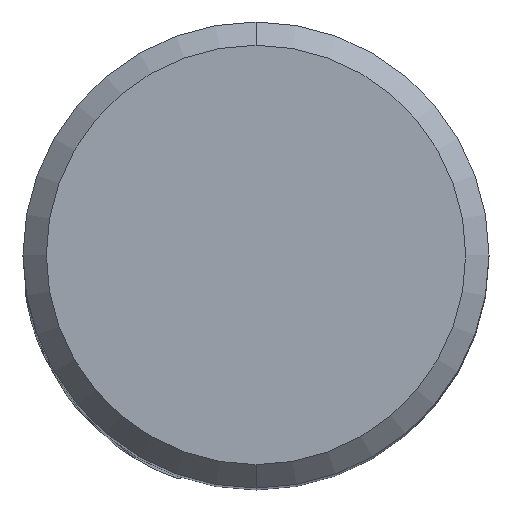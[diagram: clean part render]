
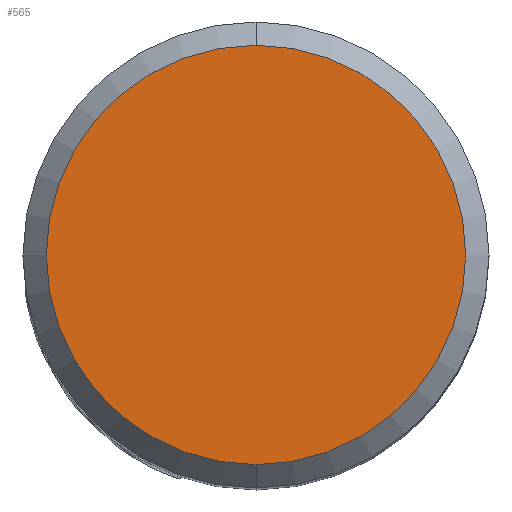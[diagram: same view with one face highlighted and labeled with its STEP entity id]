
A CAD part, top view. The second image highlights one B-rep face of the part: STEP entity #565.
In plain terms, the highlighted planar face has unit normal (0, 0, 1).
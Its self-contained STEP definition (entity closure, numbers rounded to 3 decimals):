
#387=VERTEX_POINT('',#1032);
#565=ADVANCED_FACE('',(#1225),#1226,.T.);
#721=VERTEX_POINT('',#1400);
#723=EDGE_CURVE('',#387,#721,#1402,.T.);
#789=EDGE_CURVE('',#721,#387,#1474,.T.);
#1032=CARTESIAN_POINT('',(0.0,9.0,0.0));
#1225=FACE_OUTER_BOUND('',#3201,.T.);
#1226=PLANE('',#3202);
#1400=CARTESIAN_POINT('',(0.,-9.0,0.0));
#1402=CIRCLE('',#3863,9.0);
#1474=CIRCLE('',#4342,9.0);
#3201=EDGE_LOOP('',(#5550,#5551));
#3202=AXIS2_PLACEMENT_3D('',#5552,#5553,#5554);
#3863=AXIS2_PLACEMENT_3D('',#5750,#5751,#5752);
#4342=AXIS2_PLACEMENT_3D('',#5826,#5827,#5828);
#5550=ORIENTED_EDGE('',*,*,#723,.F.);
#5551=ORIENTED_EDGE('',*,*,#789,.F.);
#5552=CARTESIAN_POINT('',(0.0,4.5,0.0));
#5553=DIRECTION('',(-0.0,0.0,1.0));
#5554=DIRECTION('',(0.0,-1.0,0.0));
#5750=CARTESIAN_POINT('',(0.0,0.0,0.0));
#5751=DIRECTION('',(0.0,0.0,-1.0));
#5752=DIRECTION('',(0.0,1.0,0.0));
#5826=CARTESIAN_POINT('',(0.0,0.0,0.0));
#5827=DIRECTION('',(0.0,0.0,-1.0));
#5828=DIRECTION('',(0.0,1.0,0.0));
